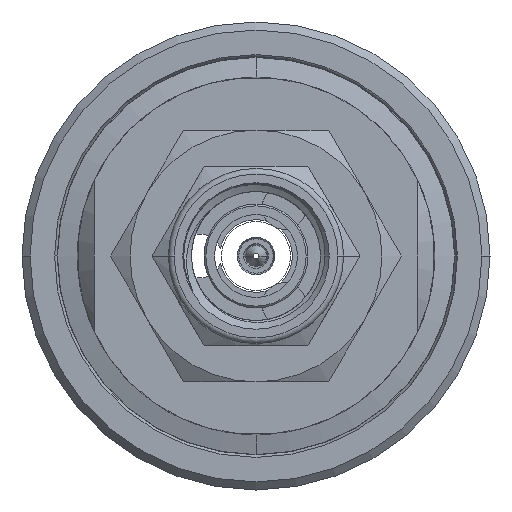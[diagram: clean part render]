
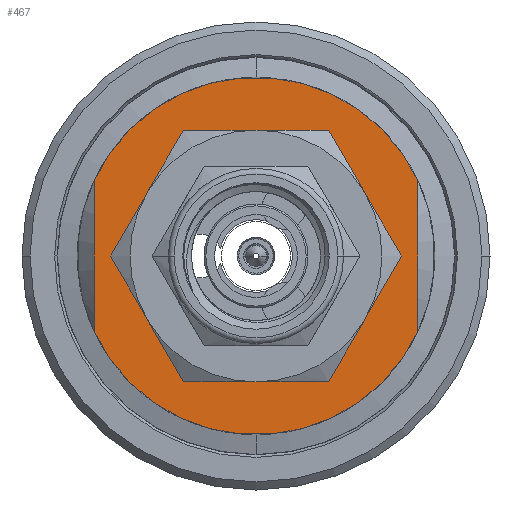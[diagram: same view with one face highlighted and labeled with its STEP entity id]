
A CAD part, left-side view. The second image highlights one B-rep face of the part: STEP entity #467.
In plain terms, the highlighted planar face has unit normal (-1, 0, 0).
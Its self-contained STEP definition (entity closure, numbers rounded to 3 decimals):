
#86=CARTESIAN_POINT('',(-11.811,0.,0.));
#87=DIRECTION('',(-1.,0.,0.));
#88=DIRECTION('',(0.,0.923,0.384));
#89=AXIS2_PLACEMENT_3D('',#86,#87,#88);
#91=CARTESIAN_POINT('',(-11.811,-2.116,5.137));
#92=CARTESIAN_POINT('',(-11.811,-1.846,5.249));
#93=CARTESIAN_POINT('',(-11.811,-1.295,5.426));
#94=CARTESIAN_POINT('',(-11.811,-0.431,5.562));
#95=CARTESIAN_POINT('',(-11.811,0.442,5.561));
#96=CARTESIAN_POINT('',(-11.811,1.304,5.424));
#97=CARTESIAN_POINT('',(-11.811,2.135,5.154));
#98=CARTESIAN_POINT('',(-11.811,2.913,4.758));
#99=CARTESIAN_POINT('',(-11.811,3.62,4.245));
#100=CARTESIAN_POINT('',(-11.811,4.238,3.629));
#101=CARTESIAN_POINT('',(-11.811,4.753,2.921));
#102=CARTESIAN_POINT('',(-11.811,5.017,2.406));
#103=CARTESIAN_POINT('',(-11.811,5.129,2.136));
#105=DIRECTION('',(0.,0.,1.));
#106=VECTOR('',#105,6.651);
#107=CARTESIAN_POINT('',(-11.811,7.137,-3.325));
#108=LINE('',#107,#106);
#109=CARTESIAN_POINT('',(-11.811,0.,0.));
#110=DIRECTION('',(-1.,0.,0.));
#111=DIRECTION('',(0.,-0.906,0.422));
#112=AXIS2_PLACEMENT_3D('',#109,#110,#111);
#114=DIRECTION('',(0.,0.,-1.));
#115=VECTOR('',#114,6.651);
#116=CARTESIAN_POINT('',(-11.811,-7.137,3.325));
#117=LINE('',#116,#115);
#118=CARTESIAN_POINT('',(-11.811,0.,0.));
#119=DIRECTION('',(-1.,0.,0.));
#120=DIRECTION('',(0.,0.906,-0.422));
#121=AXIS2_PLACEMENT_3D('',#118,#119,#120);
#284=CARTESIAN_POINT('',(-11.811,-2.116,5.137));
#285=CARTESIAN_POINT('',(-11.811,5.129,2.136));
#286=VERTEX_POINT('',#284);
#287=VERTEX_POINT('',#285);
#320=CARTESIAN_POINT('',(-11.811,7.137,-3.325));
#321=CARTESIAN_POINT('',(-11.811,-7.137,-3.325));
#322=VERTEX_POINT('',#320);
#323=VERTEX_POINT('',#321);
#324=CARTESIAN_POINT('',(-11.811,-7.137,3.325));
#325=CARTESIAN_POINT('',(-11.811,7.137,3.325));
#326=VERTEX_POINT('',#324);
#327=VERTEX_POINT('',#325);
#448=CARTESIAN_POINT('',(-11.811,0.,0.));
#449=DIRECTION('',(-1.,0.,0.));
#450=DIRECTION('',(0.,0.,-1.));
#451=AXIS2_PLACEMENT_3D('',#448,#449,#450);
#452=PLANE('',#451);
#454=ORIENTED_EDGE('',*,*,#453,.T.);
#455=ORIENTED_EDGE('',*,*,#415,.F.);
#457=ORIENTED_EDGE('',*,*,#456,.T.);
#458=ORIENTED_EDGE('',*,*,#430,.F.);
#459=EDGE_LOOP('',(#454,#455,#457,#458));
#460=FACE_OUTER_BOUND('',#459,.F.);
#462=ORIENTED_EDGE('',*,*,#461,.T.);
#464=ORIENTED_EDGE('',*,*,#463,.T.);
#465=EDGE_LOOP('',(#462,#464));
#466=FACE_BOUND('',#465,.F.);
#90=CIRCLE('',#89,5.556);
#104=B_SPLINE_CURVE_WITH_KNOTS('',3,(#91,#92,#93,#94,#95,#96,#97,#98,#99,#100,
#101,#102,#103),.UNSPECIFIED.,.F.,.F.,(4,1,1,1,1,1,1,1,1,1,4),(0.,0.1,0.2,
0.3,0.4,0.5,0.6,0.7,0.8,0.9,1.),.UNSPECIFIED.);
#113=CIRCLE('',#112,7.874);
#122=CIRCLE('',#121,7.874);
#415=EDGE_CURVE('',#326,#327,#113,.T.);
#430=EDGE_CURVE('',#322,#323,#122,.T.);
#453=EDGE_CURVE('',#322,#327,#108,.T.);
#456=EDGE_CURVE('',#326,#323,#117,.T.);
#461=EDGE_CURVE('',#287,#286,#90,.T.);
#463=EDGE_CURVE('',#286,#287,#104,.T.);
#467=ADVANCED_FACE('',(#460,#466),#452,.T.);
